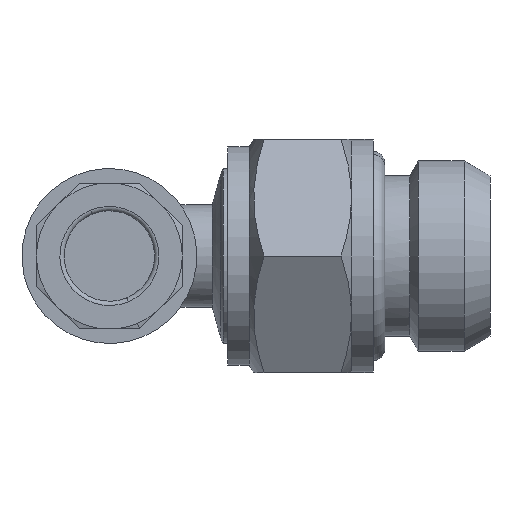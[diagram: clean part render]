
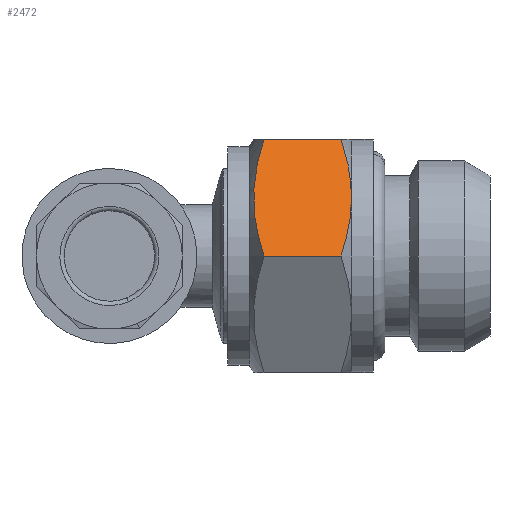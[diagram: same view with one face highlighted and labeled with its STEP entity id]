
A CAD part, left-side view. The second image highlights one B-rep face of the part: STEP entity #2472.
In plain terms, the highlighted planar face has unit normal (-0.866, 0, 0.5).
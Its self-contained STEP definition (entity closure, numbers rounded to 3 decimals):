
#649 = B_SPLINE_CURVE_WITH_KNOTS ( 'NONE', 3,
 ( #2117, #2116, #2120, #2121, #2122, #2123, #2124, #2125, #2126, #2127, #2128, #2129 ),
 .UNSPECIFIED., .F., .F.,
 ( 4, 2, 2, 2, 2, 4 ),
 ( 0., 0.002, 0.005, 0.006, 0.007, 0.009 ),
 .UNSPECIFIED. ) ;
#1094 = EDGE_CURVE ( 'NONE', #5647, #5646, #2841, .T. ) ;
#1097 = EDGE_CURVE ( 'NONE', #5649, #5653, #2842, .T. ) ;
#1098 = EDGE_CURVE ( 'NONE', #5653, #5646, #649, .T. ) ;
#1376 = FACE_OUTER_BOUND ( 'NONE', #5704, .T. ) ;
#2087 = CARTESIAN_POINT ( 'NONE',  ( -4.619, -5.1, 8. ) ) ;
#2098 = DIRECTION ( 'NONE',  ( 0., 1., 0. ) ) ;
#2110 = CARTESIAN_POINT ( 'NONE',  ( -9.238, -5.1, 0. ) ) ;
#2115 = DIRECTION ( 'NONE',  ( 0., 1., 0. ) ) ;
#2116 = CARTESIAN_POINT ( 'NONE',  ( -8.861, 10.615, 0.653 ) ) ;
#2117 = CARTESIAN_POINT ( 'NONE',  ( -9.238, 10.397, 0. ) ) ;
#2120 = CARTESIAN_POINT ( 'NONE',  ( -8.481, 10.794, 1.311 ) ) ;
#2121 = CARTESIAN_POINT ( 'NONE',  ( -7.713, 11.043, 2.641 ) ) ;
#2122 = CARTESIAN_POINT ( 'NONE',  ( -7.325, 11.111, 3.312 ) ) ;
#2123 = CARTESIAN_POINT ( 'NONE',  ( -6.736, 11.112, 4.332 ) ) ;
#2124 = CARTESIAN_POINT ( 'NONE',  ( -6.539, 11.095, 4.674 ) ) ;
#2125 = CARTESIAN_POINT ( 'NONE',  ( -6.149, 11.03, 5.35 ) ) ;
#2126 = CARTESIAN_POINT ( 'NONE',  ( -5.955, 10.981, 5.686 ) ) ;
#2127 = CARTESIAN_POINT ( 'NONE',  ( -5.377, 10.795, 6.687 ) ) ;
#2128 = CARTESIAN_POINT ( 'NONE',  ( -4.996, 10.615, 7.346 ) ) ;
#2129 = CARTESIAN_POINT ( 'NONE',  ( -4.619, 10.397, 8. ) ) ;
#2267 = B_SPLINE_CURVE_WITH_KNOTS ( 'NONE', 3,
 ( #4984, #4961, #4985, #4986, #4987, #4988 ),
 .UNSPECIFIED., .F., .F.,
 ( 4, 2, 4 ),
 ( 0., 0.002, 0.005 ),
 .UNSPECIFIED. ) ;
#2268 = B_SPLINE_CURVE_WITH_KNOTS ( 'NONE', 3,
 ( #4989, #4990, #4994, #4995, #4996, #4997, #4998, #4999 ),
 .UNSPECIFIED., .F., .F.,
 ( 4, 2, 2, 4 ),
 ( 0.005, 0.006, 0.007, 0.009 ),
 .UNSPECIFIED. ) ;
#2472 = ADVANCED_FACE ( 'NONE', ( #1376 ), #3670, .T. ) ;
#2841 = LINE ( 'NONE', #2087, #2843 ) ;
#2842 = LINE ( 'NONE', #2110, #2846 ) ;
#2843 = VECTOR ( 'NONE', #2098, 1000. ) ;
#2846 = VECTOR ( 'NONE', #2115, 1000. ) ;
#3670 = PLANE ( 'NONE',  #5413 ) ;
#3690 = CARTESIAN_POINT ( 'NONE',  ( -9.238, -5.1, 0. ) ) ;
#3691 = DIRECTION ( 'NONE',  ( -0.866, 0., 0.5 ) ) ;
#3692 = DIRECTION ( 'NONE',  ( 0.5, 0., 0.866 ) ) ;
#4325 = EDGE_CURVE ( 'NONE', #5647, #5642, #2267, .T. ) ;
#4327 = EDGE_CURVE ( 'NONE', #5642, #5649, #2268, .T. ) ;
#4961 = CARTESIAN_POINT ( 'NONE',  ( -4.997, 4.896, 7.346 ) ) ;
#4984 = CARTESIAN_POINT ( 'NONE',  ( -4.619, 5.115, 8. ) ) ;
#4985 = CARTESIAN_POINT ( 'NONE',  ( -5.377, 4.717, 6.687 ) ) ;
#4986 = CARTESIAN_POINT ( 'NONE',  ( -6.146, 4.468, 5.354 ) ) ;
#4987 = CARTESIAN_POINT ( 'NONE',  ( -6.535, 4.4, 4.681 ) ) ;
#4988 = CARTESIAN_POINT ( 'NONE',  ( -6.928, 4.4, 4. ) ) ;
#4989 = CARTESIAN_POINT ( 'NONE',  ( -6.928, 4.4, 4. ) ) ;
#4990 = CARTESIAN_POINT ( 'NONE',  ( -7.124, 4.4, 3.661 ) ) ;
#4994 = CARTESIAN_POINT ( 'NONE',  ( -7.321, 4.417, 3.32 ) ) ;
#4995 = CARTESIAN_POINT ( 'NONE',  ( -7.711, 4.482, 2.645 ) ) ;
#4996 = CARTESIAN_POINT ( 'NONE',  ( -7.904, 4.531, 2.31 ) ) ;
#4997 = CARTESIAN_POINT ( 'NONE',  ( -8.481, 4.717, 1.311 ) ) ;
#4998 = CARTESIAN_POINT ( 'NONE',  ( -8.861, 4.897, 0.653 ) ) ;
#4999 = CARTESIAN_POINT ( 'NONE',  ( -9.238, 5.115, 0. ) ) ;
#5163 = CARTESIAN_POINT ( 'NONE',  ( -6.928, 4.4, 4. ) ) ;
#5167 = CARTESIAN_POINT ( 'NONE',  ( -4.619, 10.397, 8. ) ) ;
#5168 = CARTESIAN_POINT ( 'NONE',  ( -4.619, 5.115, 8. ) ) ;
#5170 = CARTESIAN_POINT ( 'NONE',  ( -9.238, 5.115, 0. ) ) ;
#5174 = CARTESIAN_POINT ( 'NONE',  ( -9.238, 10.397, 0. ) ) ;
#5370 = ORIENTED_EDGE ( 'NONE', *, *, #1097, .F. ) ;
#5371 = ORIENTED_EDGE ( 'NONE', *, *, #4327, .F. ) ;
#5372 = ORIENTED_EDGE ( 'NONE', *, *, #4325, .F. ) ;
#5373 = ORIENTED_EDGE ( 'NONE', *, *, #1094, .T. ) ;
#5374 = ORIENTED_EDGE ( 'NONE', *, *, #1098, .F. ) ;
#5413 = AXIS2_PLACEMENT_3D ( 'NONE', #3690, #3691, #3692 ) ;
#5642 = VERTEX_POINT ( 'NONE', #5163 ) ;
#5646 = VERTEX_POINT ( 'NONE', #5167 ) ;
#5647 = VERTEX_POINT ( 'NONE', #5168 ) ;
#5649 = VERTEX_POINT ( 'NONE', #5170 ) ;
#5653 = VERTEX_POINT ( 'NONE', #5174 ) ;
#5704 = EDGE_LOOP ( 'NONE', ( #5370, #5371, #5372, #5373, #5374 ) ) ;
